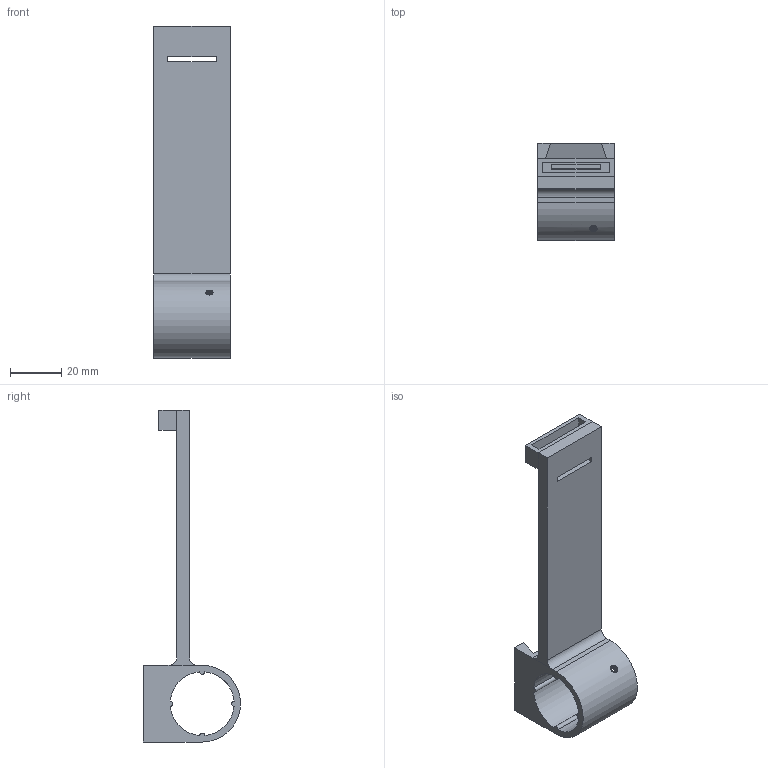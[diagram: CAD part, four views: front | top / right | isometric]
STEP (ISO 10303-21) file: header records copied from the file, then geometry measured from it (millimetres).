
FILE_DESCRIPTION(('FreeCAD Model'),'2;1');
FILE_NAME('Open CASCADE Shape Model','2024-07-10T20:26:27',('Author'),( ''),'Open CASCADE STEP processor 7.6','FreeCAD','Unknown');
FILE_SCHEMA(('AUTOMOTIVE_DESIGN { 1 0 10303 214 1 1 1 1 }'));
Length unit declared in the file: millimetre
Products named in the file (1): arm_connector
Bounding box: 30 x 38 x 130 mm (x, y, z)
Volume: 27919.8 mm3; surface area: 15917.6 mm2
Topology: 1 solids, 1 shells, 72 faces, 191 edges, 122 vertices
Faces by surface type: plane 33, bspline 22, cylinder 17
Full cylindrical faces by diameter (mm): 2.52 x4
Entity records: 4313 total; most frequent: CARTESIAN_POINT 2666, ORIENTED_EDGE 382, DIRECTION 251, EDGE_CURVE 191, VERTEX_POINT 122, LINE 105, VECTOR 105, FACE_BOUND 81
